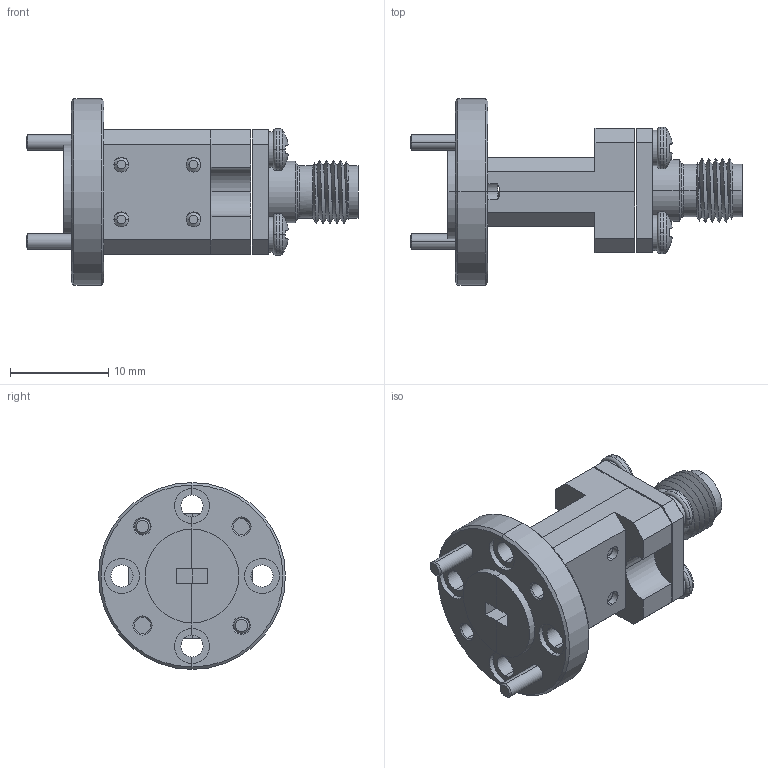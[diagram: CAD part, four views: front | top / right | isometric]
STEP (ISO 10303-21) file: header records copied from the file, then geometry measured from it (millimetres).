
FILE_DESCRIPTION (( 'STEP AP203' ), '1' );
FILE_NAME ('SFP-1222F-S2.STEP', '2018-08-15T23:09:00', ( '' ), ( '' ), 'SwSTEP 2.0', 'SolidWorks 2016', '' );
FILE_SCHEMA (( 'CONFIG_CONTROL_DESIGN' ));
Length unit declared in the file: inch
Products named in the file (1): SFP-1222F-S2
Bounding box: 33.85 x 19.05 x 19.05 mm (x, y, z)
Surface area: 2713.4 mm2 (no closed solid volume)
Topology: 0 solids, 21 shells, 414 faces, 1176 edges, 785 vertices
Faces by surface type: plane 168, cylinder 127, cone 91, torus 18, sphere 8, bspline 2
Entity records: 14592 total; most frequent: CARTESIAN_POINT 3953, DIRECTION 2226, ORIENTED_EDGE 2117, EDGE_CURVE 1176, AXIS2_PLACEMENT_3D 854, VERTEX_POINT 785, VECTOR 518, LINE 518
